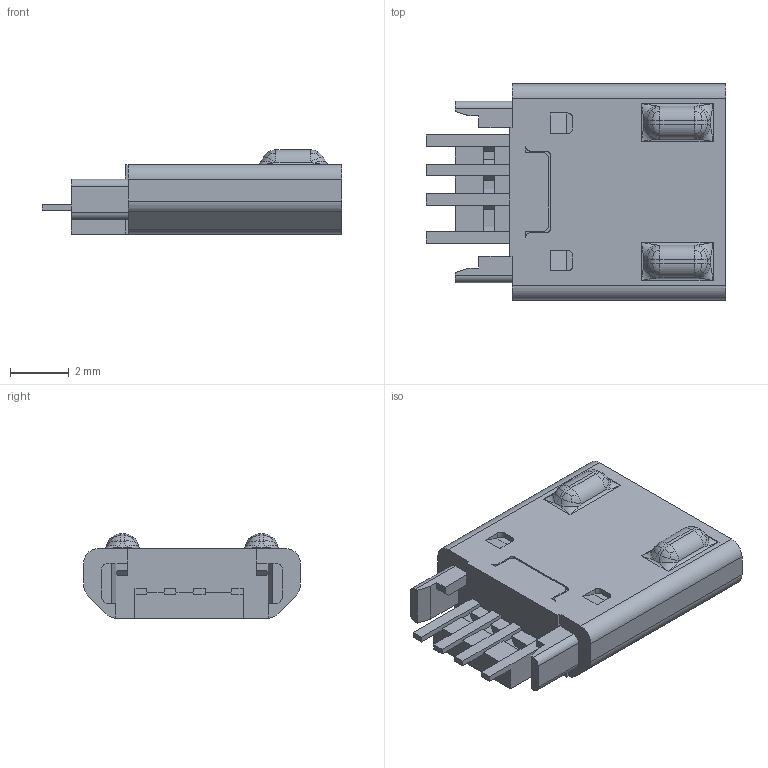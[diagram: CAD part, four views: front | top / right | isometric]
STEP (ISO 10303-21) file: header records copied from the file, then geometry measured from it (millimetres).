
FILE_DESCRIPTION(('CoCreate Modeling STEP Export'),'2;1');
FILE_NAME('010101010-165 直立式成品.stp','2015-05-12T21:43:56',(''),(''),'CoCreate Modeling STEP processor for AP214 (Solid Model)','CoCreate Modeling 16.00 13-May-2008 (C) Parametric Technology GmbH','');
FILE_SCHEMA(('AUTOMOTIVE_DESIGN { 1 0 10303 214 1 1 1 1 }'));
Length unit declared in the file: millimetre
Products named in the file (14): CONTACT; MICRO_USB_ASM_3_ASM_8_ASM_2_ASM; 321.stp.1.1.1; 321.stp; BODY; 321.stp.1.1; 4.16-1修改.stp.2
Assembly tree (13 placements, depth 5):
  4.16-1修改.stp.2
    321.stp.1.1
      CONTACT
        MICRO_USB_ASM_3_ASM_8_ASM_2_ASM
          CONTACT
    BODY
    321.stp
      CONTACT
        MICRO_USB_ASM_3_ASM_8_ASM_2_ASM
          CONTACT
    321.stp.1.1.1
      CONTACT
        MICRO_USB_ASM_3_ASM_8_ASM_2_ASM
          CONTACT
Bounding box: 10.25 x 7.4 x 2.88 mm (x, y, z)
Volume: 85.2 mm3; surface area: 433.8 mm2
Topology: 1 solids, 1 shells, 601 faces, 1609 edges, 1005 vertices
Faces by surface type: plane 399, cylinder 98, bspline 82, cone 22
Entity records: 22498 total; most frequent: CARTESIAN_POINT 8112, ORIENTED_EDGE 3192, DIRECTION 2556, EDGE_CURVE 1595, VECTOR 1168, LINE 1168, VERTEX_POINT 1005, AXIS2_PLACEMENT_3D 694
